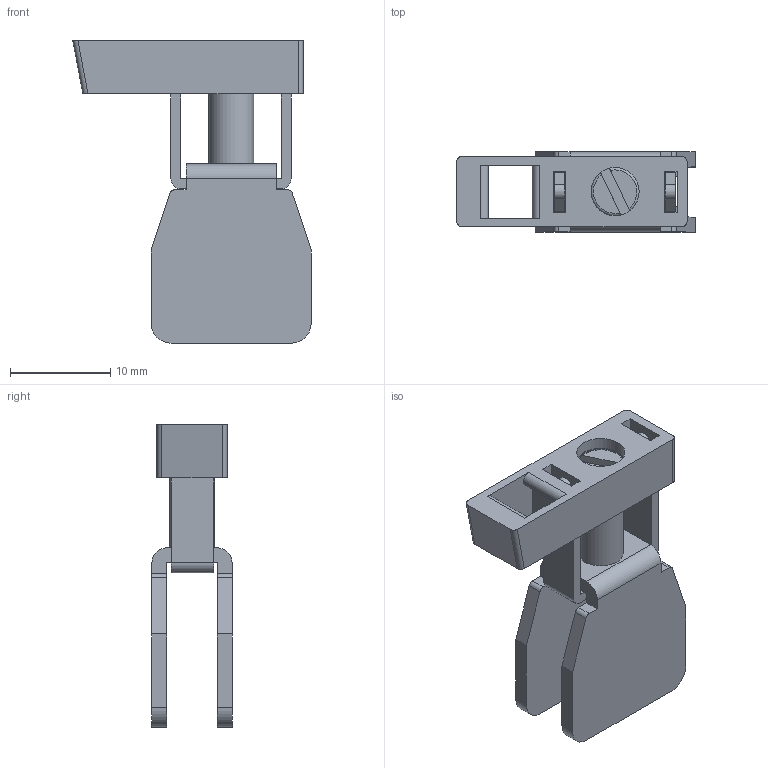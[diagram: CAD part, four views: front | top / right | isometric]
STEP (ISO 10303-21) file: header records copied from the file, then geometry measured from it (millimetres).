
FILE_DESCRIPTION(/* description */ ('Unknown'),/* implementation_level */ '2;1');
FILE_NAME(/* name */ 'KNL4_3D_SOLID',/* time_stamp */ '2025-02-01T14:12:44+06:00',/* author */ ('Unknown'),/* organization */ ('Unknown'),/* preprocessor_version */ 'ST-DEVELOPER v16.7',/* originating_system */ 'Solid Edge',/* authorisation */ 'Unknown');
FILE_SCHEMA (('AUTOMOTIVE_DESIGN {1 0 10303 214 3 1 1}'));
Length unit declared in the file: millimetre
Products named in the file (1): KNL4_3D_SOLID
Bounding box: 23.81 x 8 x 30.19 mm (x, y, z)
Volume: 1632.5 mm3; surface area: 2656.6 mm2
Topology: 1 solids, 1 shells, 139 faces, 409 edges, 272 vertices
Faces by surface type: plane 97, cylinder 33, cone 7, torus 2
Full cylindrical faces by diameter (mm): 2.5 x1, 2.9 x1, 4.5 x1, 4.8 x1, 5.6 x1
Entity records: 5600 total; most frequent: CARTESIAN_POINT 866, ORIENTED_EDGE 800, DIRECTION 745, EDGE_CURVE 400, LINE 297, VECTOR 297, VERTEX_POINT 269, AXIS2_PLACEMENT_3D 224
